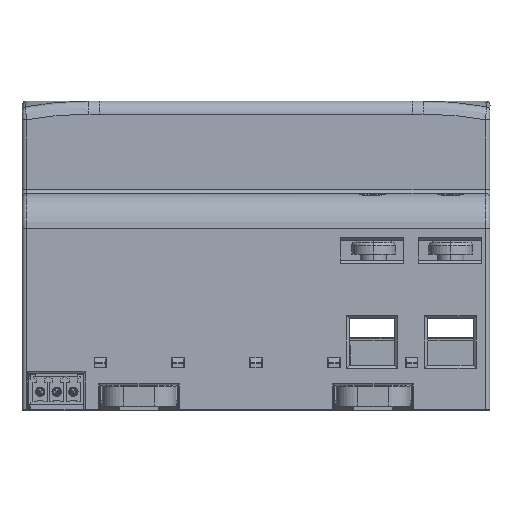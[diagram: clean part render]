
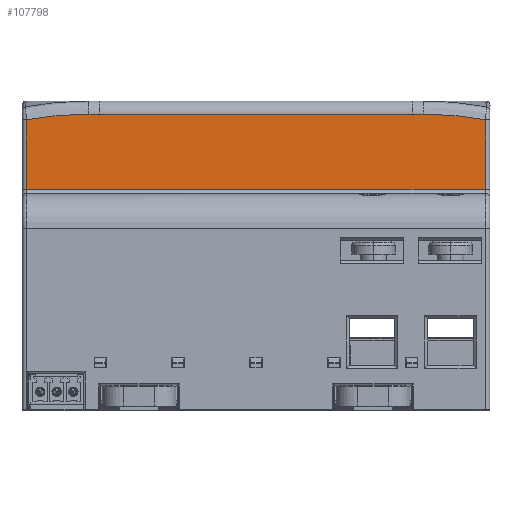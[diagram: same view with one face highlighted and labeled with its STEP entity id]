
A CAD part, left-side view. The second image highlights one B-rep face of the part: STEP entity #107798.
In plain terms, the highlighted planar face has unit normal (-1, 0, 0).
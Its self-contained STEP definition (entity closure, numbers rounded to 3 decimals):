
#70356=DIRECTION('',(0.,-1.,0.));
#70357=VECTOR('',#70356,88.75);
#70358=CARTESIAN_POINT('',(-22.5,-37.,51.));
#70359=LINE('',#70358,#70357);
#70363=DIRECTION('',(0.,-1.,0.));
#70364=VECTOR('',#70363,16.95);
#70365=CARTESIAN_POINT('',(-22.5,-125.75,51.));
#70366=LINE('',#70365,#70364);
#70377=CARTESIAN_POINT('',(-22.5,-37.,
66.994));
#70378=CARTESIAN_POINT('',(-22.5,-37.467,
67.082));
#70379=CARTESIAN_POINT('',(-22.5,-38.606,
67.285));
#70380=CARTESIAN_POINT('',(-22.5,-40.403,
67.559));
#70381=CARTESIAN_POINT('',(-22.5,-42.371,
67.804));
#70382=CARTESIAN_POINT('',(-22.5,-44.286,
67.993));
#70383=CARTESIAN_POINT('',(-22.5,-46.147,
68.132));
#70384=CARTESIAN_POINT('',(-22.5,-47.951,
68.225));
#70385=CARTESIAN_POINT('',(-22.5,-49.7,
68.277));
#70386=CARTESIAN_POINT('',(-22.5,-50.847,
68.286));
#70387=CARTESIAN_POINT('',(-22.5,-51.411,
68.285));
#70392=DIRECTION('',(0.,-1.,-0.001));
#70393=VECTOR('',#70392,2.489);
#70394=CARTESIAN_POINT('',(-22.5,-51.411,
68.285));
#70395=LINE('',#70394,#70393);
#70399=CARTESIAN_POINT('',(-22.5,-128.289,
68.284));
#70400=CARTESIAN_POINT('',(-22.5,-128.853,
68.286));
#70401=CARTESIAN_POINT('',(-22.5,-130.,
68.279));
#70402=CARTESIAN_POINT('',(-22.5,-131.749,
68.226));
#70403=CARTESIAN_POINT('',(-22.5,-133.553,68.134));
#70404=CARTESIAN_POINT('',(-22.5,-135.414,
67.995));
#70405=CARTESIAN_POINT('',(-22.5,-137.329,
67.806));
#70406=CARTESIAN_POINT('',(-22.5,-139.298,
67.561));
#70407=CARTESIAN_POINT('',(-22.5,-141.095,
67.288));
#70408=CARTESIAN_POINT('',(-22.5,-142.233,
67.082));
#70409=CARTESIAN_POINT('',(-22.5,-142.7,
66.994));
#70414=DIRECTION('',(0.,0.,-1.));
#70415=VECTOR('',#70414,6.994);
#70416=CARTESIAN_POINT('',(-22.5,-37.,
66.994));
#70417=LINE('',#70416,#70415);
#70421=DIRECTION('',(0.,0.,-1.));
#70422=VECTOR('',#70421,9.);
#70423=CARTESIAN_POINT('',(-22.5,-37.,60.));
#70424=LINE('',#70423,#70422);
#70777=DIRECTION('',(0.,0.,1.));
#70778=VECTOR('',#70777,9.);
#70779=CARTESIAN_POINT('',(-22.5,-142.7,51.));
#70780=LINE('',#70779,#70778);
#70784=DIRECTION('',(0.,0.,1.));
#70785=VECTOR('',#70784,6.994);
#70786=CARTESIAN_POINT('',(-22.5,-142.7,60.));
#70787=LINE('',#70786,#70785);
#70862=DIRECTION('',(0.,1.,-0.001));
#70863=VECTOR('',#70862,2.489);
#70864=CARTESIAN_POINT('',(-22.5,-128.289,
68.284));
#70865=LINE('',#70864,#70863);
#70869=DIRECTION('',(0.001,1.,-0.003));
#70870=VECTOR('',#70869,0.05);
#70871=CARTESIAN_POINT('',(-22.5,-125.8,
68.283));
#70872=LINE('',#70871,#70870);
#70876=DIRECTION('',(0.,1.,0.));
#70877=VECTOR('',#70876,71.8);
#70878=CARTESIAN_POINT('',(-22.5,-125.75,68.282));
#70879=LINE('',#70878,#70877);
#70883=DIRECTION('',(-0.001,1.,0.004));
#70884=VECTOR('',#70883,0.05);
#70885=CARTESIAN_POINT('',(-22.5,-53.95,
68.282));
#70886=LINE('',#70885,#70884);
#92252=CARTESIAN_POINT('',(-22.5,-37.,51.));
#92253=VERTEX_POINT('',#92252);
#92254=CARTESIAN_POINT('',(-22.5,-125.75,51.));
#92255=VERTEX_POINT('',#92254);
#92256=CARTESIAN_POINT('',(-22.5,-142.7,51.));
#92257=VERTEX_POINT('',#92256);
#92258=CARTESIAN_POINT('',(-22.5,-37.,60.));
#92259=VERTEX_POINT('',#92258);
#92260=CARTESIAN_POINT('',(-22.5,-37.,
66.994));
#92261=VERTEX_POINT('',#92260);
#92262=VERTEX_POINT('',#70387);
#92263=CARTESIAN_POINT('',(-22.5,-53.9,
68.283));
#92264=VERTEX_POINT('',#92263);
#92265=CARTESIAN_POINT('',(-22.5,-53.95,
68.282));
#92266=VERTEX_POINT('',#92265);
#92267=CARTESIAN_POINT('',(-22.5,-125.75,68.282));
#92268=VERTEX_POINT('',#92267);
#92269=CARTESIAN_POINT('',(-22.5,-125.8,
68.283));
#92270=VERTEX_POINT('',#92269);
#92271=CARTESIAN_POINT('',(-22.5,-128.289,
68.284));
#92272=VERTEX_POINT('',#92271);
#92273=VERTEX_POINT('',#70409);
#92274=CARTESIAN_POINT('',(-22.5,-142.7,60.));
#92275=VERTEX_POINT('',#92274);
#107767=CARTESIAN_POINT('',(-22.5,-71.9,50.));
#107768=DIRECTION('',(-1.,0.,0.));
#107769=DIRECTION('',(0.,0.,1.));
#107770=AXIS2_PLACEMENT_3D('',#107767,#107768,#107769);
#107771=PLANE('',#107770);
#107772=ORIENTED_EDGE('',*,*,#107757,.F.);
#107774=ORIENTED_EDGE('',*,*,#107773,.F.);
#107776=ORIENTED_EDGE('',*,*,#107775,.F.);
#107778=ORIENTED_EDGE('',*,*,#107777,.T.);
#107780=ORIENTED_EDGE('',*,*,#107779,.T.);
#107782=ORIENTED_EDGE('',*,*,#107781,.F.);
#107784=ORIENTED_EDGE('',*,*,#107783,.F.);
#107786=ORIENTED_EDGE('',*,*,#107785,.F.);
#107788=ORIENTED_EDGE('',*,*,#107787,.F.);
#107790=ORIENTED_EDGE('',*,*,#107789,.T.);
#107792=ORIENTED_EDGE('',*,*,#107791,.F.);
#107794=ORIENTED_EDGE('',*,*,#107793,.F.);
#107795=ORIENTED_EDGE('',*,*,#107759,.F.);
#107796=EDGE_LOOP('',(#107772,#107774,#107776,#107778,#107780,#107782,#107784,
#107786,#107788,#107790,#107792,#107794,#107795));
#107797=FACE_OUTER_BOUND('',#107796,.F.);
#70388=B_SPLINE_CURVE_WITH_KNOTS('',3,(#70377,#70378,#70379,#70380,#70381,
#70382,#70383,#70384,#70385,#70386,#70387),.UNSPECIFIED.,.F.,.F.,(4,1,1,1,1,1,1,
1,4),(0.,0.099,0.24,0.377,
0.51,0.638,0.763,0.883,1.),
.UNSPECIFIED.);
#70410=B_SPLINE_CURVE_WITH_KNOTS('',3,(#70399,#70400,#70401,#70402,#70403,
#70404,#70405,#70406,#70407,#70408,#70409),.UNSPECIFIED.,.F.,.F.,(4,1,1,1,1,1,1,
1,4),(0.,0.117,0.237,0.362,
0.49,0.623,0.76,0.901,1.),
.UNSPECIFIED.);
#107757=EDGE_CURVE('',#92253,#92255,#70359,.T.);
#107759=EDGE_CURVE('',#92255,#92257,#70366,.T.);
#107773=EDGE_CURVE('',#92259,#92253,#70424,.T.);
#107775=EDGE_CURVE('',#92261,#92259,#70417,.T.);
#107777=EDGE_CURVE('',#92261,#92262,#70388,.T.);
#107779=EDGE_CURVE('',#92262,#92264,#70395,.T.);
#107781=EDGE_CURVE('',#92266,#92264,#70886,.T.);
#107783=EDGE_CURVE('',#92268,#92266,#70879,.T.);
#107785=EDGE_CURVE('',#92270,#92268,#70872,.T.);
#107787=EDGE_CURVE('',#92272,#92270,#70865,.T.);
#107789=EDGE_CURVE('',#92272,#92273,#70410,.T.);
#107791=EDGE_CURVE('',#92275,#92273,#70787,.T.);
#107793=EDGE_CURVE('',#92257,#92275,#70780,.T.);
#107798=ADVANCED_FACE('',(#107797),#107771,.T.);
